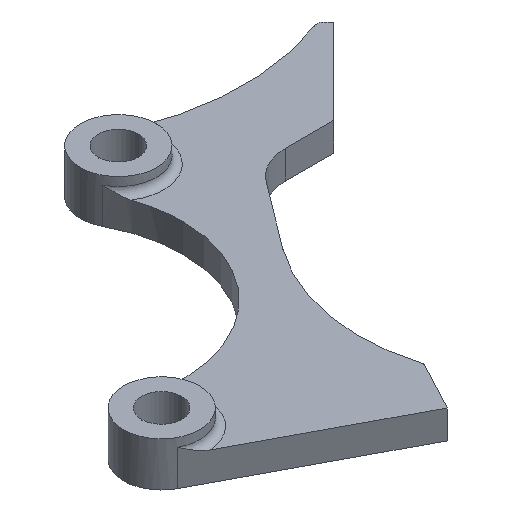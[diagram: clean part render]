
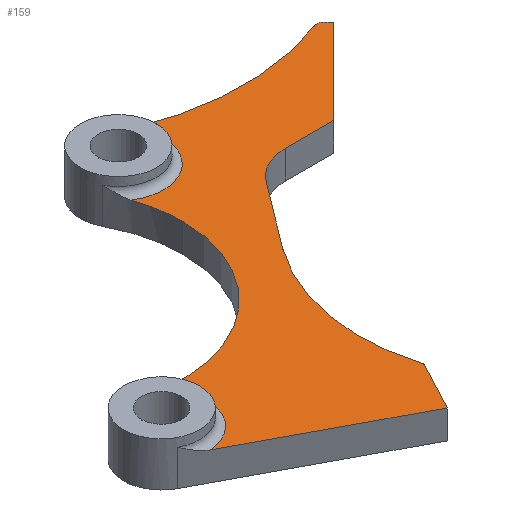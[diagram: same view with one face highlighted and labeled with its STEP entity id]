
A CAD part, isometric view. The second image highlights one B-rep face of the part: STEP entity #159.
In plain terms, the highlighted planar face has unit normal (0, 0, 1).
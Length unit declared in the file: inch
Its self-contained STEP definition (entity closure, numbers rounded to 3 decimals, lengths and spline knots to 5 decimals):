
#7 = VERTEX_POINT ( 'NONE', #359 ) ;
#11 = CARTESIAN_POINT ( 'NONE',  ( 80.93103, -57.70405, 0. ) ) ;
#13 = LINE ( 'NONE', #909, #241 ) ;
#16 = CARTESIAN_POINT ( 'NONE',  ( 0.67777, 2.99917, 0. ) ) ;
#25 = DIRECTION ( 'NONE',  ( 0., 0., 1. ) ) ;
#26 = ORIENTED_EDGE ( 'NONE', *, *, #199, .T. ) ;
#28 = CARTESIAN_POINT ( 'NONE',  ( 0., 0., 0. ) ) ;
#29 = ORIENTED_EDGE ( 'NONE', *, *, #67, .T. ) ;
#34 = DIRECTION ( 'NONE',  ( 0., 0., -1. ) ) ;
#52 = DIRECTION ( 'NONE',  ( 1., 0., 0. ) ) ;
#67 = EDGE_CURVE ( 'NONE', #669, #422, #368, .T. ) ;
#75 = VERTEX_POINT ( 'NONE', #817 ) ;
#78 = ORIENTED_EDGE ( 'NONE', *, *, #467, .T. ) ;
#84 = CARTESIAN_POINT ( 'NONE',  ( 1.58199, 2.56362, 0. ) ) ;
#85 = DIRECTION ( 'NONE',  ( 0., 0., -1. ) ) ;
#102 = PLANE ( 'NONE',  #398 ) ;
#110 = DIRECTION ( 'NONE',  ( 1., 0., 0. ) ) ;
#111 = ORIENTED_EDGE ( 'NONE', *, *, #448, .F. ) ;
#113 = DIRECTION ( 'NONE',  ( 0., 0., -1. ) ) ;
#117 = CARTESIAN_POINT ( 'NONE',  ( 1.69177, 1.31982, 0. ) ) ;
#119 = CARTESIAN_POINT ( 'NONE',  ( 0.67777, 2.99917, 0. ) ) ;
#120 = AXIS2_PLACEMENT_3D ( 'NONE', #307, #950, #277 ) ;
#137 = DIRECTION ( 'NONE',  ( -0.707, 0.707, 0. ) ) ;
#140 = DIRECTION ( 'NONE',  ( 1., 0., 0. ) ) ;
#147 = VERTEX_POINT ( 'NONE', #247 ) ;
#158 = VECTOR ( 'NONE', #778, 39.37008 ) ;
#159 = ADVANCED_FACE ( 'NONE', ( #479 ), #102, .T. ) ;
#161 = ORIENTED_EDGE ( 'NONE', *, *, #810, .T. ) ;
#166 = DIRECTION ( 'NONE',  ( 0., 0., -1. ) ) ;
#168 = VERTEX_POINT ( 'NONE', #930 ) ;
#173 = CARTESIAN_POINT ( 'NONE',  ( -0.49081, 0.49081, 0. ) ) ;
#177 = CARTESIAN_POINT ( 'NONE',  ( -0.39986, 1.64768, 0. ) ) ;
#178 = VECTOR ( 'NONE', #621, 39.37008 ) ;
#193 = DIRECTION ( 'NONE',  ( 1., 0., 0. ) ) ;
#194 = EDGE_CURVE ( 'NONE', #168, #815, #457, .T. ) ;
#196 = AXIS2_PLACEMENT_3D ( 'NONE', #11, #85, #628 ) ;
#199 = EDGE_CURVE ( 'NONE', #7, #815, #901, .T. ) ;
#207 = CARTESIAN_POINT ( 'NONE',  ( 2.03115, 3.13309, 0. ) ) ;
#208 = AXIS2_PLACEMENT_3D ( 'NONE', #763, #615, #821 ) ;
#209 = EDGE_CURVE ( 'NONE', #75, #531, #571, .T. ) ;
#211 = CARTESIAN_POINT ( 'NONE',  ( 2.60314, 2.60314, 0. ) ) ;
#235 = EDGE_CURVE ( 'NONE', #147, #334, #380, .T. ) ;
#236 = CIRCLE ( 'NONE', #363, 0.28122 ) ;
#237 = DIRECTION ( 'NONE',  ( -1., 0., 0. ) ) ;
#241 = VECTOR ( 'NONE', #237, 39.37008 ) ;
#244 = EDGE_CURVE ( 'NONE', #862, #619, #960, .T. ) ;
#245 = ORIENTED_EDGE ( 'NONE', *, *, #194, .F. ) ;
#247 = CARTESIAN_POINT ( 'NONE',  ( 0.73443, 2.03293, 0. ) ) ;
#256 = AXIS2_PLACEMENT_3D ( 'NONE', #16, #34, #110 ) ;
#260 = AXIS2_PLACEMENT_3D ( 'NONE', #874, #947, #52 ) ;
#274 = ORIENTED_EDGE ( 'NONE', *, *, #730, .T. ) ;
#277 = DIRECTION ( 'NONE',  ( 1., 0., 0. ) ) ;
#278 = VERTEX_POINT ( 'NONE', #84 ) ;
#282 = EDGE_LOOP ( 'NONE', ( #881, #78, #499, #797, #694, #581, #720, #26, #245, #161, #780, #274, #310, #111, #29, #504 ) ) ;
#307 = CARTESIAN_POINT ( 'NONE',  ( -0.60114, 1.45129, 0. ) ) ;
#310 = ORIENTED_EDGE ( 'NONE', *, *, #773, .F. ) ;
#321 = EDGE_CURVE ( 'NONE', #862, #407, #431, .T. ) ;
#334 = VERTEX_POINT ( 'NONE', #372 ) ;
#338 = DIRECTION ( 'NONE',  ( 1., 0., 0. ) ) ;
#343 = CARTESIAN_POINT ( 'NONE',  ( 2.08449, 3.12179, 0. ) ) ;
#359 = CARTESIAN_POINT ( 'NONE',  ( -0.57705, 1.1711, 0. ) ) ;
#361 = CARTESIAN_POINT ( 'NONE',  ( 1.28199, 2.56362, 0. ) ) ;
#363 = AXIS2_PLACEMENT_3D ( 'NONE', #119, #924, #478 ) ;
#368 = LINE ( 'NONE', #211, #409 ) ;
#372 = CARTESIAN_POINT ( 'NONE',  ( 1.04233, 2.44407, 0. ) ) ;
#380 = CIRCLE ( 'NONE', #196, 100. ) ;
#384 = VERTEX_POINT ( 'NONE', #609 ) ;
#397 = CIRCLE ( 'NONE', #944, 0.05 ) ;
#398 = AXIS2_PLACEMENT_3D ( 'NONE', #28, #692, #551 ) ;
#407 = VERTEX_POINT ( 'NONE', #858 ) ;
#409 = VECTOR ( 'NONE', #137, 39.37008 ) ;
#416 = DIRECTION ( 'NONE',  ( 1., 0., 0. ) ) ;
#422 = VERTEX_POINT ( 'NONE', #343 ) ;
#431 = CIRCLE ( 'NONE', #208, 0.85 ) ;
#444 = DIRECTION ( 'NONE',  ( 0., 0., -1. ) ) ;
#448 = EDGE_CURVE ( 'NONE', #669, #278, #940, .T. ) ;
#457 = LINE ( 'NONE', #616, #597 ) ;
#467 = EDGE_CURVE ( 'NONE', #384, #75, #236, .T. ) ;
#478 = DIRECTION ( 'NONE',  ( 1., 0., 0. ) ) ;
#479 = FACE_OUTER_BOUND ( 'NONE', #282, .T. ) ;
#493 = CARTESIAN_POINT ( 'NONE',  ( 0.38525, 0.66061, 0. ) ) ;
#499 = ORIENTED_EDGE ( 'NONE', *, *, #209, .T. ) ;
#500 = CIRCLE ( 'NONE', #954, 1.19374 ) ;
#504 = ORIENTED_EDGE ( 'NONE', *, *, #681, .F. ) ;
#526 = CARTESIAN_POINT ( 'NONE',  ( 1.28199, 2.26362, 0. ) ) ;
#531 = VERTEX_POINT ( 'NONE', #558 ) ;
#533 = DIRECTION ( 'NONE',  ( -0.469, -0.883, 0. ) ) ;
#551 = DIRECTION ( 'NONE',  ( 1., 0., 0. ) ) ;
#558 = CARTESIAN_POINT ( 'NONE',  ( 0.52287, 2.76446, 0. ) ) ;
#571 = CIRCLE ( 'NONE', #256, 0.28122 ) ;
#579 = VERTEX_POINT ( 'NONE', #361 ) ;
#581 = ORIENTED_EDGE ( 'NONE', *, *, #244, .T. ) ;
#597 = VECTOR ( 'NONE', #533, 39.37008 ) ;
#601 = CARTESIAN_POINT ( 'NONE',  ( 2.11232, 3.09395, 0. ) ) ;
#605 = VERTEX_POINT ( 'NONE', #207 ) ;
#609 = CARTESIAN_POINT ( 'NONE',  ( 0.9168, 3.14733, 0. ) ) ;
#615 = DIRECTION ( 'NONE',  ( 0., 0., 1. ) ) ;
#616 = CARTESIAN_POINT ( 'NONE',  ( 0.02715, -0.0144, 0. ) ) ;
#619 = VERTEX_POINT ( 'NONE', #871 ) ;
#621 = DIRECTION ( 'NONE',  ( 0.883, -0.469, 0. ) ) ;
#628 = DIRECTION ( 'NONE',  ( 1., 0., 0. ) ) ;
#666 = CARTESIAN_POINT ( 'NONE',  ( 2.04913, 3.08644, 0. ) ) ;
#669 = VERTEX_POINT ( 'NONE', #601 ) ;
#681 = EDGE_CURVE ( 'NONE', #605, #422, #397, .T. ) ;
#682 = CARTESIAN_POINT ( 'NONE',  ( 0.35809, 0.67501, 0. ) ) ;
#692 = DIRECTION ( 'NONE',  ( 0., 0., 1. ) ) ;
#694 = ORIENTED_EDGE ( 'NONE', *, *, #321, .F. ) ;
#705 = AXIS2_PLACEMENT_3D ( 'NONE', #861, #848, #193 ) ;
#720 = ORIENTED_EDGE ( 'NONE', *, *, #948, .T. ) ;
#730 = EDGE_CURVE ( 'NONE', #334, #579, #885, .T. ) ;
#734 = CIRCLE ( 'NONE', #705, 1.5 ) ;
#763 = CARTESIAN_POINT ( 'NONE',  ( -0.28139, 2.48938, 0. ) ) ;
#773 = EDGE_CURVE ( 'NONE', #278, #579, #13, .T. ) ;
#777 = AXIS2_PLACEMENT_3D ( 'NONE', #927, #25, #338 ) ;
#778 = DIRECTION ( 'NONE',  ( -0.707, -0.707, 0. ) ) ;
#780 = ORIENTED_EDGE ( 'NONE', *, *, #235, .T. ) ;
#797 = ORIENTED_EDGE ( 'NONE', *, *, #902, .F. ) ;
#803 = EDGE_CURVE ( 'NONE', #384, #605, #734, .T. ) ;
#810 = EDGE_CURVE ( 'NONE', #168, #147, #500, .T. ) ;
#815 = VERTEX_POINT ( 'NONE', #493 ) ;
#817 = CARTESIAN_POINT ( 'NONE',  ( 0.95899, 2.99917, 0. ) ) ;
#821 = DIRECTION ( 'NONE',  ( 1., 0., 0. ) ) ;
#848 = DIRECTION ( 'NONE',  ( 0., 0., 1. ) ) ;
#857 = CIRCLE ( 'NONE', #260, 0.28122 ) ;
#858 = CARTESIAN_POINT ( 'NONE',  ( 0.56861, 2.48938, 0. ) ) ;
#861 = CARTESIAN_POINT ( 'NONE',  ( 1.49176, 4.53276, 0. ) ) ;
#862 = VERTEX_POINT ( 'NONE', #177 ) ;
#871 = CARTESIAN_POINT ( 'NONE',  ( -0.31992, 1.45129, 0. ) ) ;
#874 = CARTESIAN_POINT ( 'NONE',  ( -0.60114, 1.45129, 0. ) ) ;
#881 = ORIENTED_EDGE ( 'NONE', *, *, #803, .F. ) ;
#885 = CIRCLE ( 'NONE', #964, 0.3 ) ;
#886 = CIRCLE ( 'NONE', #777, 0.85 ) ;
#889 = DIRECTION ( 'NONE',  ( 1., 0., 0. ) ) ;
#901 = LINE ( 'NONE', #682, #178 ) ;
#902 = EDGE_CURVE ( 'NONE', #407, #531, #886, .T. ) ;
#909 = CARTESIAN_POINT ( 'NONE',  ( 0., 2.56362, 0. ) ) ;
#924 = DIRECTION ( 'NONE',  ( 0., 0., -1. ) ) ;
#927 = CARTESIAN_POINT ( 'NONE',  ( -0.28139, 2.48938, 0. ) ) ;
#930 = CARTESIAN_POINT ( 'NONE',  ( 0.55005, 0.97126, 0. ) ) ;
#940 = LINE ( 'NONE', #173, #158 ) ;
#944 = AXIS2_PLACEMENT_3D ( 'NONE', #666, #444, #889 ) ;
#947 = DIRECTION ( 'NONE',  ( 0., 0., -1. ) ) ;
#948 = EDGE_CURVE ( 'NONE', #619, #7, #857, .T. ) ;
#950 = DIRECTION ( 'NONE',  ( 0., 0., -1. ) ) ;
#954 = AXIS2_PLACEMENT_3D ( 'NONE', #117, #113, #416 ) ;
#960 = CIRCLE ( 'NONE', #120, 0.28122 ) ;
#964 = AXIS2_PLACEMENT_3D ( 'NONE', #526, #166, #140 ) ;
